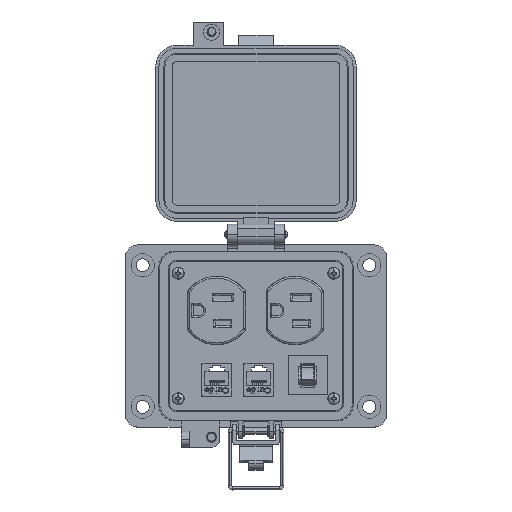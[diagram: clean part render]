
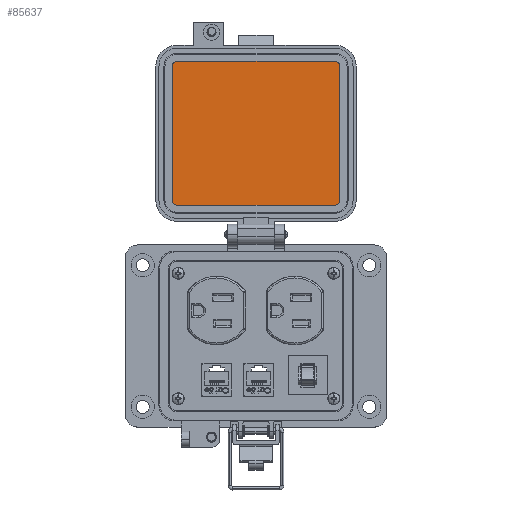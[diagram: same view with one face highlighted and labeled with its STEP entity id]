
A CAD part, top view. The second image highlights one B-rep face of the part: STEP entity #85637.
In plain terms, the highlighted planar face has unit normal (0, 0, 1).
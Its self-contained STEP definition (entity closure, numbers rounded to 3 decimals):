
#1117 = DIRECTION ( 'NONE',  ( 0., 0., 1. ) ) ;
#6084 = CIRCLE ( 'NONE', #84080, 2.299 ) ;
#7136 = CARTESIAN_POINT ( 'NONE',  ( 38.212, 126.389, 19.202 ) ) ;
#7233 = DIRECTION ( 'NONE',  ( 0., 0., -1. ) ) ;
#11961 = EDGE_CURVE ( 'NONE', #75976, #44482, #83478, .T. ) ;
#12038 = CARTESIAN_POINT ( 'NONE',  ( 38.212, 60.004, 19.202 ) ) ;
#16416 = ORIENTED_EDGE ( 'NONE', *, *, #21456, .F. ) ;
#17211 = AXIS2_PLACEMENT_3D ( 'NONE', #44449, #1117, #51741 ) ;
#18499 = FACE_OUTER_BOUND ( 'NONE', #78749, .T. ) ;
#21456 = EDGE_CURVE ( 'NONE', #63349, #22416, #31699, .T. ) ;
#22416 = VERTEX_POINT ( 'NONE', #7136 ) ;
#23765 = VECTOR ( 'NONE', #83614, 1000. ) ;
#23985 = AXIS2_PLACEMENT_3D ( 'NONE', #42677, #93432, #49968 ) ;
#25154 = CARTESIAN_POINT ( 'NONE',  ( -42.469, 128.688, 19.202 ) ) ;
#25465 = CARTESIAN_POINT ( 'NONE',  ( -44.769, 60.004, 19.202 ) ) ;
#25629 = VECTOR ( 'NONE', #90421, 1000. ) ;
#28271 = DIRECTION ( 'NONE',  ( 0., 0., -1. ) ) ;
#29966 = DIRECTION ( 'NONE',  ( 0., 0., -1. ) ) ;
#31699 = CIRCLE ( 'NONE', #80245, 2.299 ) ;
#32161 = LINE ( 'NONE', #51117, #85470 ) ;
#32553 = CARTESIAN_POINT ( 'NONE',  ( 38.212, 93.196, 19.202 ) ) ;
#33252 = EDGE_CURVE ( 'NONE', #51044, #63349, #33409, .T. ) ;
#33409 = LINE ( 'NONE', #86319, #71977 ) ;
#41450 = CARTESIAN_POINT ( 'NONE',  ( 35.912, 57.705, 19.202 ) ) ;
#42677 = CARTESIAN_POINT ( 'NONE',  ( -42.469, 126.389, 19.202 ) ) ;
#42846 = DIRECTION ( 'NONE',  ( 1., 0., 0. ) ) ;
#43737 = ORIENTED_EDGE ( 'NONE', *, *, #78198, .F. ) ;
#44132 = PLANE ( 'NONE',  #17211 ) ;
#44449 = CARTESIAN_POINT ( 'NONE',  ( 39.871, 130.108, 19.202 ) ) ;
#44482 = VERTEX_POINT ( 'NONE', #86996 ) ;
#47398 = ORIENTED_EDGE ( 'NONE', *, *, #73800, .F. ) ;
#49968 = DIRECTION ( 'NONE',  ( 0., -1., 0. ) ) ;
#50517 = CARTESIAN_POINT ( 'NONE',  ( -42.469, 60.004, 19.202 ) ) ;
#51044 = VERTEX_POINT ( 'NONE', #25154 ) ;
#51117 = CARTESIAN_POINT ( 'NONE',  ( -44.769, 93.196, 19.202 ) ) ;
#51741 = DIRECTION ( 'NONE',  ( -1., 0., 0. ) ) ;
#56703 = EDGE_CURVE ( 'NONE', #91688, #75976, #6084, .T. ) ;
#57841 = DIRECTION ( 'NONE',  ( 1., 0., 0. ) ) ;
#58005 = ORIENTED_EDGE ( 'NONE', *, *, #68406, .F. ) ;
#58408 = DIRECTION ( 'NONE',  ( 0., 1., 0. ) ) ;
#60954 = AXIS2_PLACEMENT_3D ( 'NONE', #50517, #7233, #57841 ) ;
#62309 = LINE ( 'NONE', #32553, #23765 ) ;
#63349 = VERTEX_POINT ( 'NONE', #87038 ) ;
#68366 = CIRCLE ( 'NONE', #60954, 2.299 ) ;
#68406 = EDGE_CURVE ( 'NONE', #74539, #51044, #86468, .T. ) ;
#71667 = CARTESIAN_POINT ( 'NONE',  ( 35.912, 126.389, 19.202 ) ) ;
#71977 = VECTOR ( 'NONE', #42846, 1000. ) ;
#73343 = CARTESIAN_POINT ( 'NONE',  ( 35.912, 60.004, 19.202 ) ) ;
#73800 = EDGE_CURVE ( 'NONE', #44482, #92610, #68366, .T. ) ;
#74539 = VERTEX_POINT ( 'NONE', #83104 ) ;
#75976 = VERTEX_POINT ( 'NONE', #41450 ) ;
#76240 = ORIENTED_EDGE ( 'NONE', *, *, #11961, .F. ) ;
#76576 = EDGE_CURVE ( 'NONE', #92610, #74539, #32161, .T. ) ;
#76803 = ORIENTED_EDGE ( 'NONE', *, *, #56703, .F. ) ;
#78198 = EDGE_CURVE ( 'NONE', #22416, #91688, #62309, .T. ) ;
#78749 = EDGE_LOOP ( 'NONE', ( #76803, #43737, #16416, #91251, #58005, #81428, #47398, #76240 ) ) ;
#78914 = DIRECTION ( 'NONE',  ( 1., 0., 0. ) ) ;
#80245 = AXIS2_PLACEMENT_3D ( 'NONE', #71667, #28271, #78914 ) ;
#80640 = DIRECTION ( 'NONE',  ( 0., -1., 0. ) ) ;
#81428 = ORIENTED_EDGE ( 'NONE', *, *, #76576, .F. ) ;
#83104 = CARTESIAN_POINT ( 'NONE',  ( -44.769, 126.389, 19.202 ) ) ;
#83180 = CARTESIAN_POINT ( 'NONE',  ( -3.279, 57.705, 19.202 ) ) ;
#83478 = LINE ( 'NONE', #83180, #25629 ) ;
#83614 = DIRECTION ( 'NONE',  ( 0., -1., 0. ) ) ;
#84080 = AXIS2_PLACEMENT_3D ( 'NONE', #73343, #29966, #80640 ) ;
#85470 = VECTOR ( 'NONE', #58408, 1000. ) ;
#85637 = ADVANCED_FACE ( 'NONE', ( #18499 ), #44132, .T. ) ;
#86319 = CARTESIAN_POINT ( 'NONE',  ( -3.279, 128.688, 19.202 ) ) ;
#86468 = CIRCLE ( 'NONE', #23985, 2.299 ) ;
#86996 = CARTESIAN_POINT ( 'NONE',  ( -42.469, 57.705, 19.202 ) ) ;
#87038 = CARTESIAN_POINT ( 'NONE',  ( 35.912, 128.688, 19.202 ) ) ;
#90421 = DIRECTION ( 'NONE',  ( -1., 0., 0. ) ) ;
#91251 = ORIENTED_EDGE ( 'NONE', *, *, #33252, .F. ) ;
#91688 = VERTEX_POINT ( 'NONE', #12038 ) ;
#92610 = VERTEX_POINT ( 'NONE', #25465 ) ;
#93432 = DIRECTION ( 'NONE',  ( 0., 0., -1. ) ) ;
